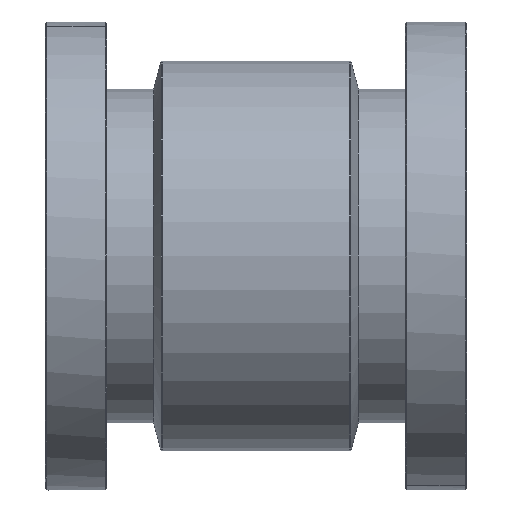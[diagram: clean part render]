
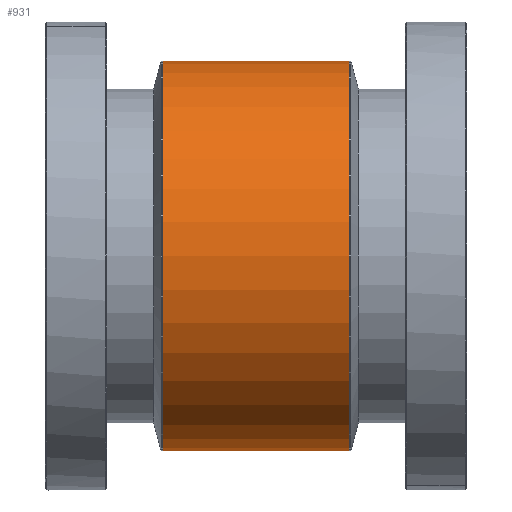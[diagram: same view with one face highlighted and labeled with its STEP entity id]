
A CAD part, left-side view. The second image highlights one B-rep face of the part: STEP entity #931.
In plain terms, the highlighted cylindrical face has radius 63.12 mm (diameter 126.24 mm), a partial arc.
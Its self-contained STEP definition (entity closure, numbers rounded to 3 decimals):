
#317 = DIRECTION ( 'NONE',  ( 0., -1., 0. ) ) ;
#357 = CARTESIAN_POINT ( 'NONE',  ( 0., 30.25, 0. ) ) ;
#638 = EDGE_LOOP ( 'NONE', ( #3456, #2437, #4797, #3585 ) ) ;
#682 = AXIS2_PLACEMENT_3D ( 'NONE', #1266, #2190, #4194 ) ;
#741 = CIRCLE ( 'NONE', #4681, 63.12 ) ;
#777 = AXIS2_PLACEMENT_3D ( 'NONE', #357, #1438, #1398 ) ;
#785 = CARTESIAN_POINT ( 'NONE',  ( 0., -30.25, 63.12 ) ) ;
#931 = ADVANCED_FACE ( 'NONE', ( #4939 ), #3886, .T. ) ;
#1143 = VERTEX_POINT ( 'NONE', #785 ) ;
#1235 = CIRCLE ( 'NONE', #682, 63.12 ) ;
#1266 = CARTESIAN_POINT ( 'NONE',  ( 0., -30.25, 0. ) ) ;
#1275 = LINE ( 'NONE', #4031, #3232 ) ;
#1371 = VERTEX_POINT ( 'NONE', #3692 ) ;
#1398 = DIRECTION ( 'NONE',  ( 0., 0., -1. ) ) ;
#1438 = DIRECTION ( 'NONE',  ( 0., -1., 0. ) ) ;
#1455 = EDGE_CURVE ( 'NONE', #3933, #1143, #4544, .T. ) ;
#1701 = CARTESIAN_POINT ( 'NONE',  ( 0., 30.25, 63.12 ) ) ;
#1805 = EDGE_CURVE ( 'NONE', #1371, #4588, #1275, .T. ) ;
#2190 = DIRECTION ( 'NONE',  ( 0., 1., 0. ) ) ;
#2242 = CARTESIAN_POINT ( 'NONE',  ( 0., -30.25, -63.12 ) ) ;
#2437 = ORIENTED_EDGE ( 'NONE', *, *, #2957, .F. ) ;
#2441 = DIRECTION ( 'NONE',  ( 0., -1., 0. ) ) ;
#2957 = EDGE_CURVE ( 'NONE', #1371, #3933, #741, .T. ) ;
#3037 = CARTESIAN_POINT ( 'NONE',  ( 0., 30.25, 63.12 ) ) ;
#3232 = VECTOR ( 'NONE', #2441, 1000. ) ;
#3456 = ORIENTED_EDGE ( 'NONE', *, *, #1455, .F. ) ;
#3503 = DIRECTION ( 'NONE',  ( 0., 1., 0. ) ) ;
#3533 = CARTESIAN_POINT ( 'NONE',  ( 0., 30.25, 0. ) ) ;
#3544 = VECTOR ( 'NONE', #317, 1000. ) ;
#3585 = ORIENTED_EDGE ( 'NONE', *, *, #5062, .T. ) ;
#3692 = CARTESIAN_POINT ( 'NONE',  ( 0., 30.25, -63.12 ) ) ;
#3886 = CYLINDRICAL_SURFACE ( 'NONE', #777, 63.12 ) ;
#3933 = VERTEX_POINT ( 'NONE', #1701 ) ;
#4031 = CARTESIAN_POINT ( 'NONE',  ( 0., 30.25, -63.12 ) ) ;
#4194 = DIRECTION ( 'NONE',  ( 0., 0., 1. ) ) ;
#4544 = LINE ( 'NONE', #3037, #3544 ) ;
#4588 = VERTEX_POINT ( 'NONE', #2242 ) ;
#4681 = AXIS2_PLACEMENT_3D ( 'NONE', #3533, #3503, #5106 ) ;
#4797 = ORIENTED_EDGE ( 'NONE', *, *, #1805, .T. ) ;
#4939 = FACE_OUTER_BOUND ( 'NONE', #638, .T. ) ;
#5062 = EDGE_CURVE ( 'NONE', #4588, #1143, #1235, .T. ) ;
#5106 = DIRECTION ( 'NONE',  ( 0., 0., 1. ) ) ;
